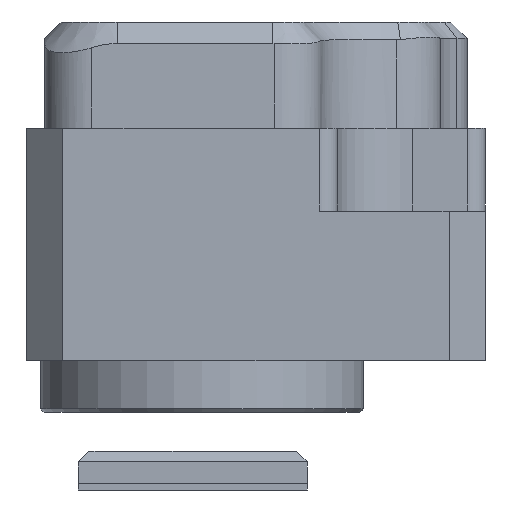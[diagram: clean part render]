
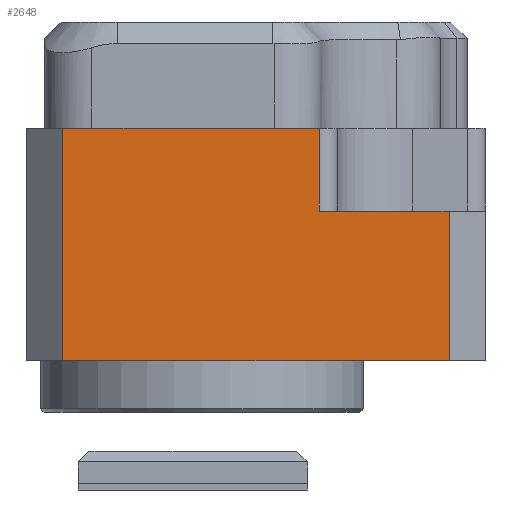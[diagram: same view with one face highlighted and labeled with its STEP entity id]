
A CAD part, front view. The second image highlights one B-rep face of the part: STEP entity #2648.
In plain terms, the highlighted planar face has unit normal (0, -1, 0).
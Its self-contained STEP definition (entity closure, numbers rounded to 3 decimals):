
#2648=ADVANCED_FACE('',(#5999),#4564,.T.);
#4564=PLANE('',#35997);
#5999=FACE_OUTER_BOUND('',#7857,.T.);
#7857=EDGE_LOOP('',(#10855,#10856,#10857,#10858,#10859,#10860));
#10855=ORIENTED_EDGE('',*,*,#24653,.T.);
#10856=ORIENTED_EDGE('',*,*,#24654,.T.);
#10857=ORIENTED_EDGE('',*,*,#24655,.F.);
#10858=ORIENTED_EDGE('',*,*,#24656,.T.);
#10859=ORIENTED_EDGE('',*,*,#24599,.T.);
#10860=ORIENTED_EDGE('',*,*,#24657,.T.);
#21122=VERTEX_POINT('',#46626);
#21123=VERTEX_POINT('',#46628);
#21166=VERTEX_POINT('',#46744);
#21167=VERTEX_POINT('',#46745);
#21168=VERTEX_POINT('',#46747);
#21169=VERTEX_POINT('',#46749);
#24599=EDGE_CURVE('',#21123,#21122,#29700,.T.);
#24653=EDGE_CURVE('',#21166,#21167,#29734,.T.);
#24654=EDGE_CURVE('',#21167,#21168,#29735,.T.);
#24655=EDGE_CURVE('',#21169,#21168,#29736,.T.);
#24656=EDGE_CURVE('',#21169,#21123,#29737,.T.);
#24657=EDGE_CURVE('',#21122,#21166,#29738,.T.);
#29700=LINE('',#46627,#32767);
#29734=LINE('',#46743,#32801);
#29735=LINE('',#46746,#32802);
#29736=LINE('',#46748,#32803);
#29737=LINE('',#46750,#32804);
#29738=LINE('',#46751,#32805);
#32767=VECTOR('',#38567,1.);
#32801=VECTOR('',#38661,1.);
#32802=VECTOR('',#38662,1.);
#32803=VECTOR('',#38663,1.);
#32804=VECTOR('',#38664,1.);
#32805=VECTOR('',#38665,1.);
#35997=AXIS2_PLACEMENT_3D('',#46752,#38666,#38667);
#38567=DIRECTION('',(-1.,0.,0.));
#38661=DIRECTION('',(1.,0.,0.));
#38662=DIRECTION('',(0.,0.,1.));
#38663=DIRECTION('',(1.,0.,0.));
#38664=DIRECTION('',(0.,0.,1.));
#38665=DIRECTION('',(0.,0.,-1.));
#38666=DIRECTION('',(0.,-1.,0.));
#38667=DIRECTION('',(0.,0.,-1.));
#46626=CARTESIAN_POINT('',(-38.923,-11.75,56.45));
#46627=CARTESIAN_POINT('',(-33.573,-11.75,56.45));
#46628=CARTESIAN_POINT('',(-31.823,-11.75,56.45));
#46743=CARTESIAN_POINT('',(-33.573,-11.75,50.));
#46744=CARTESIAN_POINT('',(-38.923,-11.75,50.));
#46745=CARTESIAN_POINT('',(-28.223,-11.75,50.));
#46746=CARTESIAN_POINT('',(-28.223,-11.75,50.));
#46747=CARTESIAN_POINT('',(-28.223,-11.75,54.15));
#46748=CARTESIAN_POINT('',(-31.323,-11.75,54.15));
#46749=CARTESIAN_POINT('',(-31.823,-11.75,54.15));
#46750=CARTESIAN_POINT('',(-31.823,-11.75,56.45));
#46751=CARTESIAN_POINT('',(-38.923,-11.75,50.));
#46752=CARTESIAN_POINT('',(-33.573,-11.75,50.));
